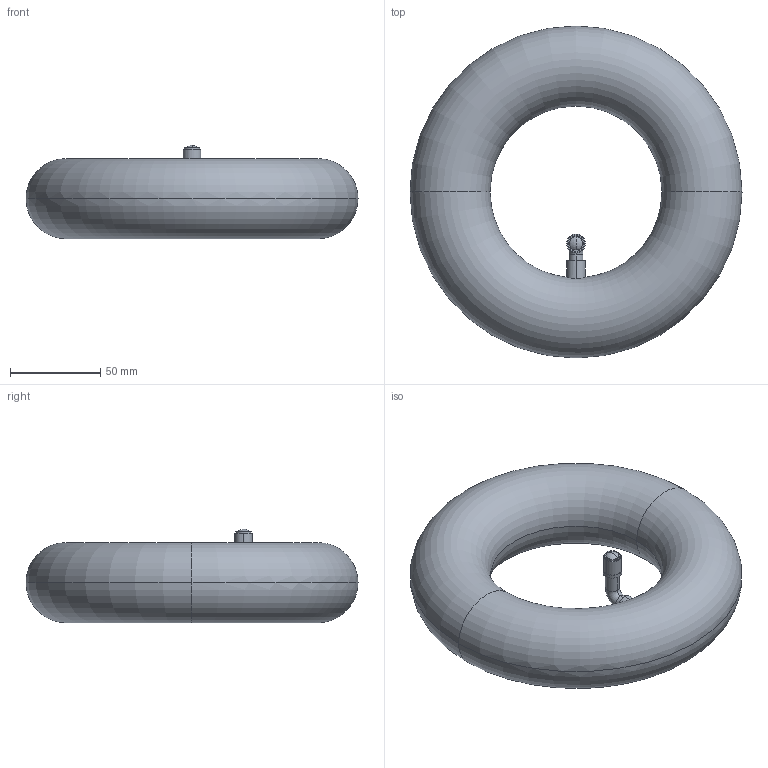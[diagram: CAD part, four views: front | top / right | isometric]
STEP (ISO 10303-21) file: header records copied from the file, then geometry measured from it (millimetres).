
FILE_DESCRIPTION (( 'STEP AP214' ), '1' );
FILE_NAME ('Inner Tube.STEP', '2005-05-15T22:26:57', ( 'Jim Boland' ), ( 'James A. Boland' ), 'SwSTEP 2.0', 'SolidWorks 2005074', '' );
FILE_SCHEMA (( 'AUTOMOTIVE_DESIGN' ));
Length unit declared in the file: inch
Products named in the file (1): Inner Tube
Bounding box: 184.15 x 184.15 x 51.84 mm (x, y, z)
Volume: 63680.4 mm3; surface area: 121099.5 mm2
Topology: 1 solids, 2 shells, 29 faces, 61 edges, 37 vertices
Faces by surface type: cylinder 12, torus 10, plane 5, sphere 2
Entity records: 1130 total; most frequent: CARTESIAN_POINT 207, DIRECTION 162, ORIENTED_EDGE 122, AXIS2_PLACEMENT_3D 75, EDGE_CURVE 61, CIRCLE 45, VERTEX_POINT 37, EDGE_LOOP 34
